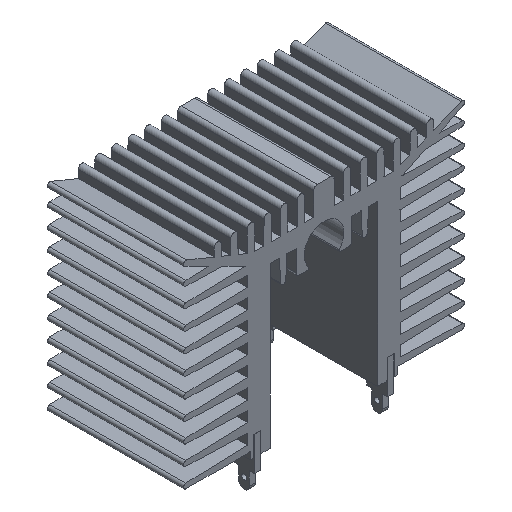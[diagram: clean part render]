
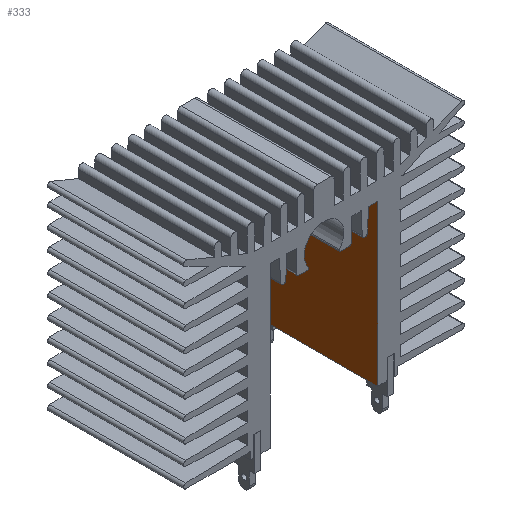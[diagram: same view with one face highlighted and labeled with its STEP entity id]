
A CAD part, isometric view. The second image highlights one B-rep face of the part: STEP entity #333.
In plain terms, the highlighted planar face has unit normal (-1, 0, 0).
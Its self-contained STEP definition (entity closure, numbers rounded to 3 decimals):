
#307 = VERTEX_POINT('',#308);
#308 = CARTESIAN_POINT('',(10.65,13.5,34.6));
#314 = EDGE_CURVE('',#307,#315,#317,.T.);
#315 = VERTEX_POINT('',#316);
#316 = CARTESIAN_POINT('',(10.65,-13.5,34.6));
#317 = LINE('',#318,#319);
#318 = CARTESIAN_POINT('',(10.65,13.5,34.6));
#319 = VECTOR('',#320,1.);
#320 = DIRECTION('',(0.,-1.,0.));
#333 = ADVANCED_FACE('',(#334),#359,.T.);
#334 = FACE_BOUND('',#335,.T.);
#335 = EDGE_LOOP('',(#336,#346,#352,#353));
#336 = ORIENTED_EDGE('',*,*,#337,.T.);
#337 = EDGE_CURVE('',#338,#340,#342,.T.);
#338 = VERTEX_POINT('',#339);
#339 = CARTESIAN_POINT('',(10.65,13.5,2.8));
#340 = VERTEX_POINT('',#341);
#341 = CARTESIAN_POINT('',(10.65,-13.5,2.8));
#342 = LINE('',#343,#344);
#343 = CARTESIAN_POINT('',(10.65,13.5,2.8));
#344 = VECTOR('',#345,1.);
#345 = DIRECTION('',(0.,-1.,0.));
#346 = ORIENTED_EDGE('',*,*,#347,.T.);
#347 = EDGE_CURVE('',#340,#315,#348,.T.);
#348 = LINE('',#349,#350);
#349 = CARTESIAN_POINT('',(10.65,-13.5,2.8));
#350 = VECTOR('',#351,1.);
#351 = DIRECTION('',(0.,0.,1.));
#352 = ORIENTED_EDGE('',*,*,#314,.F.);
#353 = ORIENTED_EDGE('',*,*,#354,.F.);
#354 = EDGE_CURVE('',#338,#307,#355,.T.);
#355 = LINE('',#356,#357);
#356 = CARTESIAN_POINT('',(10.65,13.5,2.8));
#357 = VECTOR('',#358,1.);
#358 = DIRECTION('',(0.,0.,1.));
#359 = PLANE('',#360);
#360 = AXIS2_PLACEMENT_3D('',#361,#362,#363);
#361 = CARTESIAN_POINT('',(10.65,13.5,2.8));
#362 = DIRECTION('',(-1.,0.,0.));
#363 = DIRECTION('',(0.,0.,1.));
